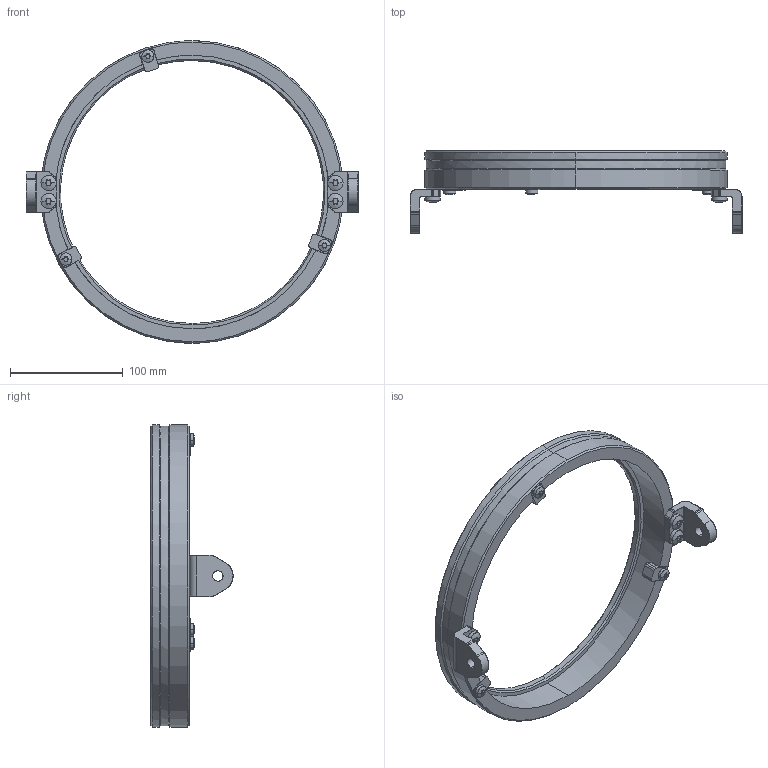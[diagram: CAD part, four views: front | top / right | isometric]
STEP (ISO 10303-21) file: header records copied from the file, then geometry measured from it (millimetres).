
FILE_DESCRIPTION(('FreeCAD Model'),'2;1');
FILE_NAME('Open CASCADE Shape Model','2025-04-30T11:17:49',('FreeCAD'),( 'FreeCAD'),'Open CASCADE STEP processor 7.6','FreeCAD','Unknown');
FILE_SCHEMA(('AUTOMOTIVE_DESIGN { 1 0 10303 214 1 1 1 1 }'));
Length unit declared in the file: millimetre
Products named in the file (1): Open CASCADE STEP translator 7.6 1
Bounding box: 293.96 x 72.8 x 267.94 mm (x, y, z)
Volume: 382853.8 mm3; surface area: 103418.3 mm2
Topology: 13 solids, 13 shells, 548 faces, 1360 edges, 837 vertices
Faces by surface type: bspline 548
Entity records: 17907 total; most frequent: CARTESIAN_POINT 10601, ORIENTED_EDGE 2676, EDGE_CURVE 1338, VERTEX_POINT 837, B_SPLINE_CURVE_WITH_KNOTS 602, FACE_BOUND 589, EDGE_LOOP 589, ADVANCED_FACE 548
